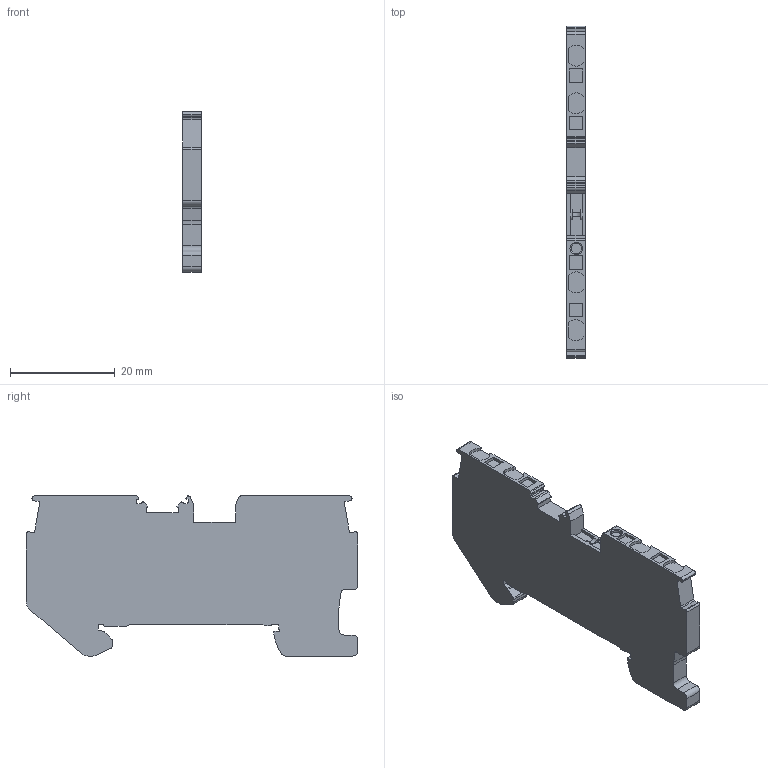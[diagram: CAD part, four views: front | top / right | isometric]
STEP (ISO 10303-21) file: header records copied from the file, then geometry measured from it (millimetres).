
FILE_DESCRIPTION( ( 'Unknown' ), '1' );
FILE_NAME( 'DPT 1.5-4-PE 簡易3D-20230213.stp', 'Unknown', ( 'Unknown' ), ( 'Unknown' ), 'XStep 1.0', 'Unknown', ' ' );
FILE_SCHEMA( ( 'automotive_design' ) );
Length unit declared in the file: millimetre
Products named in the file (1): 2
Bounding box: 3.5 x 63.2 x 30.5 mm (x, y, z)
Volume: 5397.7 mm3; surface area: 3947.4 mm2
Topology: 1 solids, 1 shells, 182 faces, 517 edges, 342 vertices
Faces by surface type: plane 118, cylinder 63, torus 1
Full cylindrical faces by diameter (mm): 2 x1
Entity records: 7357 total; most frequent: CARTESIAN_POINT 1038, ORIENTED_EDGE 1028, DIRECTION 1007, EDGE_CURVE 514, LINE 387, VECTOR 387, VERTEX_POINT 341, AXIS2_PLACEMENT_3D 310
